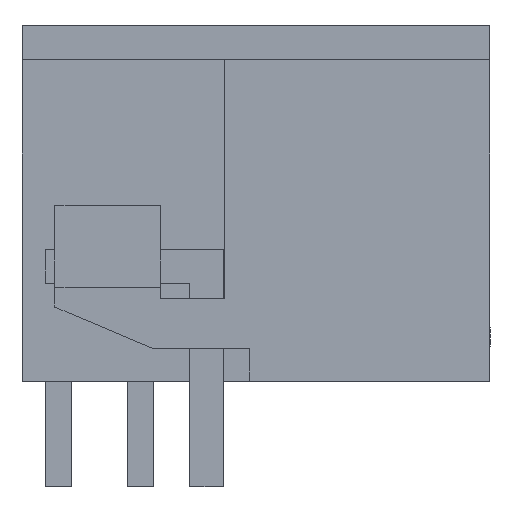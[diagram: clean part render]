
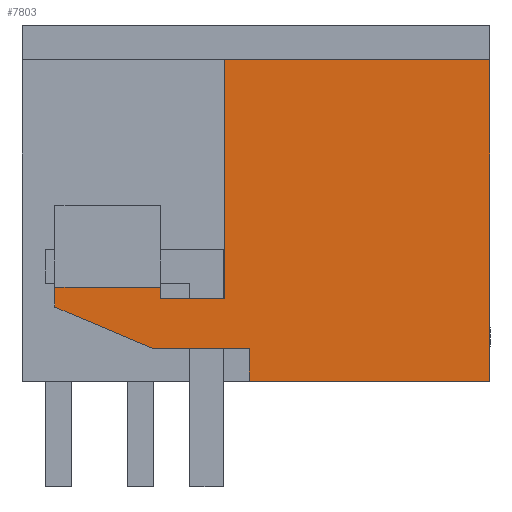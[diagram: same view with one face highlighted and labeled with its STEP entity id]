
A CAD part, left-side view. The second image highlights one B-rep face of the part: STEP entity #7803.
In plain terms, the highlighted planar face has unit normal (-1, 0, 0).
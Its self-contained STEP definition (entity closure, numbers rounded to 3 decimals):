
#7741=AXIS2_PLACEMENT_3D('Plane Axis2P3D',#7738,#7739,#7740) ;
#4589=CARTESIAN_POINT('Vertex',(0.,0.,12.95)) ;
#4592=CARTESIAN_POINT('Line Origine',(0.,0.,8.075)) ;
#4596=CARTESIAN_POINT('Vertex',(0.,0.,3.2)) ;
#7234=CARTESIAN_POINT('Line Origine',(0.,3.65,3.2)) ;
#7238=CARTESIAN_POINT('Vertex',(0.,7.3,3.2)) ;
#7381=CARTESIAN_POINT('Vertex',(0.,8.05,12.95)) ;
#7384=CARTESIAN_POINT('Line Origine',(0.,4.025,12.95)) ;
#7722=CARTESIAN_POINT('Vertex',(0.,7.3,4.197)) ;
#7725=CARTESIAN_POINT('Line Origine',(0.,7.3,3.698)) ;
#7738=CARTESIAN_POINT('Axis2P3D Location',(0.,0.,12.95)) ;
#7743=CARTESIAN_POINT('Line Origine',(0.,8.05,9.325)) ;
#7747=CARTESIAN_POINT('Vertex',(0.,8.05,5.7)) ;
#7750=CARTESIAN_POINT('Line Origine',(0.,9.025,5.7)) ;
#7754=CARTESIAN_POINT('Vertex',(0.,10.,5.7)) ;
#7757=CARTESIAN_POINT('Line Origine',(0.,10.,5.875)) ;
#7761=CARTESIAN_POINT('Vertex',(0.,10.,6.05)) ;
#7764=CARTESIAN_POINT('Line Origine',(0.,11.6,6.05)) ;
#7768=CARTESIAN_POINT('Vertex',(0.,13.2,6.05)) ;
#7771=CARTESIAN_POINT('Line Origine',(0.,13.2,5.75)) ;
#7775=CARTESIAN_POINT('Vertex',(0.,13.2,5.45)) ;
#7778=CARTESIAN_POINT('Line Origine',(0.,11.721,4.823)) ;
#7782=CARTESIAN_POINT('Vertex',(0.,10.242,4.197)) ;
#7785=CARTESIAN_POINT('Line Origine',(0.,8.771,4.197)) ;
#4593=DIRECTION('Vector Direction',(0.,0.,-1.)) ;
#7235=DIRECTION('Vector Direction',(0.,1.,0.)) ;
#7385=DIRECTION('Vector Direction',(0.,1.,0.)) ;
#7726=DIRECTION('Vector Direction',(0.,0.,-1.)) ;
#7739=DIRECTION('Axis2P3D Direction',(1.,0.,0.)) ;
#7740=DIRECTION('Axis2P3D XDirection',(0.,0.,-1.)) ;
#7744=DIRECTION('Vector Direction',(0.,0.,1.)) ;
#7751=DIRECTION('Vector Direction',(0.,-1.,0.)) ;
#7758=DIRECTION('Vector Direction',(0.,0.,1.)) ;
#7765=DIRECTION('Vector Direction',(0.,1.,0.)) ;
#7772=DIRECTION('Vector Direction',(0.,0.,-1.)) ;
#7779=DIRECTION('Vector Direction',(0.,0.921,0.39)) ;
#7786=DIRECTION('Vector Direction',(0.,-1.,0.)) ;
#4594=VECTOR('Line Direction',#4593,1.) ;
#7236=VECTOR('Line Direction',#7235,1.) ;
#7386=VECTOR('Line Direction',#7385,1.) ;
#7727=VECTOR('Line Direction',#7726,1.) ;
#7745=VECTOR('Line Direction',#7744,1.) ;
#7752=VECTOR('Line Direction',#7751,1.) ;
#7759=VECTOR('Line Direction',#7758,1.) ;
#7766=VECTOR('Line Direction',#7765,1.) ;
#7773=VECTOR('Line Direction',#7772,1.) ;
#7780=VECTOR('Line Direction',#7779,1.) ;
#7787=VECTOR('Line Direction',#7786,1.) ;
#7791=ORIENTED_EDGE('',*,*,#7749,.F.) ;
#7792=ORIENTED_EDGE('',*,*,#7756,.F.) ;
#7793=ORIENTED_EDGE('',*,*,#7763,.F.) ;
#7794=ORIENTED_EDGE('',*,*,#7770,.F.) ;
#7795=ORIENTED_EDGE('',*,*,#7777,.F.) ;
#7796=ORIENTED_EDGE('',*,*,#7784,.F.) ;
#7797=ORIENTED_EDGE('',*,*,#7789,.F.) ;
#7798=ORIENTED_EDGE('',*,*,#7729,.F.) ;
#7799=ORIENTED_EDGE('',*,*,#7240,.F.) ;
#7800=ORIENTED_EDGE('',*,*,#4598,.F.) ;
#7801=ORIENTED_EDGE('',*,*,#7388,.T.) ;
#7803=ADVANCED_FACE('HOUSING',(#7802),#7742,.F.) ;
#4598=EDGE_CURVE('',#4590,#4597,#4595,.T.) ;
#7240=EDGE_CURVE('',#4597,#7239,#7237,.T.) ;
#7388=EDGE_CURVE('',#4590,#7382,#7387,.T.) ;
#7729=EDGE_CURVE('',#7239,#7723,#7728,.F.) ;
#7749=EDGE_CURVE('',#7748,#7382,#7746,.T.) ;
#7756=EDGE_CURVE('',#7755,#7748,#7753,.T.) ;
#7763=EDGE_CURVE('',#7762,#7755,#7760,.F.) ;
#7770=EDGE_CURVE('',#7769,#7762,#7767,.F.) ;
#7777=EDGE_CURVE('',#7776,#7769,#7774,.F.) ;
#7784=EDGE_CURVE('',#7783,#7776,#7781,.T.) ;
#7789=EDGE_CURVE('',#7723,#7783,#7788,.F.) ;
#7790=EDGE_LOOP('',(#7791,#7792,#7793,#7794,#7795,#7796,#7797,#7798,#7799,#7800,#7801)) ;
#7802=FACE_OUTER_BOUND('',#7790,.T.) ;
#4595=LINE('Line',#4592,#4594) ;
#7237=LINE('Line',#7234,#7236) ;
#7387=LINE('Line',#7384,#7386) ;
#7728=LINE('Line',#7725,#7727) ;
#7746=LINE('Line',#7743,#7745) ;
#7753=LINE('Line',#7750,#7752) ;
#7760=LINE('Line',#7757,#7759) ;
#7767=LINE('Line',#7764,#7766) ;
#7774=LINE('Line',#7771,#7773) ;
#7781=LINE('Line',#7778,#7780) ;
#7788=LINE('Line',#7785,#7787) ;
#7742=PLANE('',#7741) ;
#4590=VERTEX_POINT('',#4589) ;
#4597=VERTEX_POINT('',#4596) ;
#7239=VERTEX_POINT('',#7238) ;
#7382=VERTEX_POINT('',#7381) ;
#7723=VERTEX_POINT('',#7722) ;
#7748=VERTEX_POINT('',#7747) ;
#7755=VERTEX_POINT('',#7754) ;
#7762=VERTEX_POINT('',#7761) ;
#7769=VERTEX_POINT('',#7768) ;
#7776=VERTEX_POINT('',#7775) ;
#7783=VERTEX_POINT('',#7782) ;
